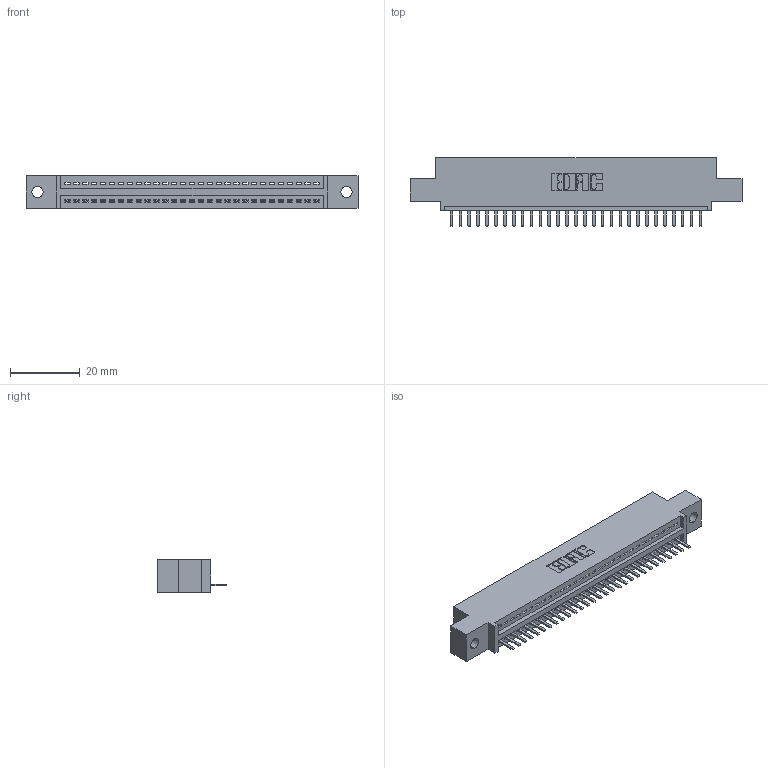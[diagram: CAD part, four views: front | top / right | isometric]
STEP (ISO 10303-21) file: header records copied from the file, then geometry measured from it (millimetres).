
FILE_DESCRIPTION (( 'STEP AP203' ), '1' );
FILE_NAME ('395-029-520-402.STEP', '2019-10-19T04:43:17', ( '' ), ( '' ), 'SwSTEP 2.0', 'SolidWorks 2016', '' );
FILE_SCHEMA (( 'CONFIG_CONTROL_DESIGN' ));
Length unit declared in the file: inch
Products named in the file (3): 395-029-520-402; 345 Part_0.110 Offset - 0.128 Dia; 345-292-001_345-293-120
Assembly tree (30 placements, depth 2):
  395-029-520-402
    345 Part_0.110 Offset - 0.128 Dia
    345-292-001_345-293-120  x29
Bounding box: 94.87 x 19.68 x 9.4 mm (x, y, z)
Volume: 8710.8 mm3; surface area: 10936.7 mm2
Topology: 30 solids, 30 shells, 1928 faces, 5689 edges, 3714 vertices
Faces by surface type: plane 1302, cylinder 626
Entity records: 23825 total; most frequent: CARTESIAN_POINT 4147, ORIENTED_EDGE 4098, DIRECTION 3627, EDGE_CURVE 2049, LINE 1797, VECTOR 1797, VERTEX_POINT 1362, AXIS2_PLACEMENT_3D 915
